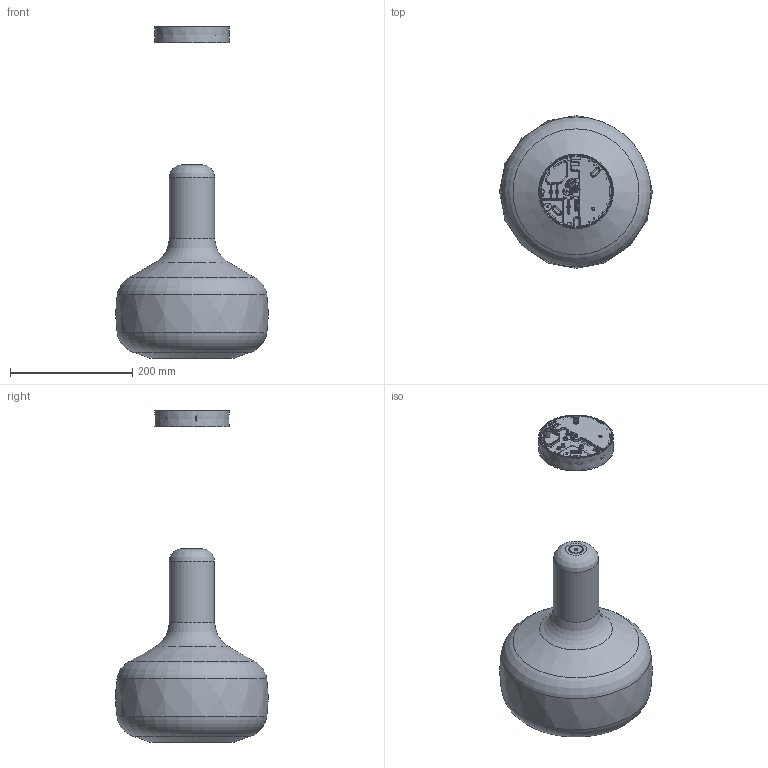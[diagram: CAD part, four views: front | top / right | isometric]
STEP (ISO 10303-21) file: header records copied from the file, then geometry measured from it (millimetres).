
FILE_DESCRIPTION(/* description */ ('This is a sample STEP configuration'),/* implementation_level */ '2;1');
FILE_NAME(/* name */ '257-02112xxxxxxxx SIMPLE.ipt_Rev_00.1.stp',/* time_stamp */ '2023-04-27T10:27:44+02:00',/* author */ ('powerJobs'),/* organization */ ('coolOrange'),/* preprocessor_version */ 'ST-DEVELOPER v19.2',/* originating_system */ 'Autodesk Inventor 2023',/* authorisation */ '');
FILE_SCHEMA (('AUTOMOTIVE_DESIGN { 1 0 10303 214 3 1 1 }'));
Length unit declared in the file: millimetre
Products named in the file (1): ENG000025788
Bounding box: 250 x 249.73 x 543.25 mm (x, y, z)
Volume: 1043300.2 mm3; surface area: 499660.9 mm2
Topology: 4 solids, 4 shells, 2074 faces, 4983 edges, 2922 vertices
Faces by surface type: cylinder 603, plane 546, bspline 431, torus 207, sphere 171, cone 116
Full cylindrical faces by diameter (mm): 2.459 x6, 2.902 x1, 3.242 x1, 3.797 x1, 5.7 x1, 24 x1, 50.75 x1, 52.75 x1, 65 x1, 74 x1
Entity records: 71450 total; most frequent: CARTESIAN_POINT 24989, ORIENTED_EDGE 9920, DIRECTION 9495, EDGE_CURVE 4960, AXIS2_PLACEMENT_3D 3753, VERTEX_POINT 2922, EDGE_LOOP 2168, FACE_OUTER_BOUND 2074
